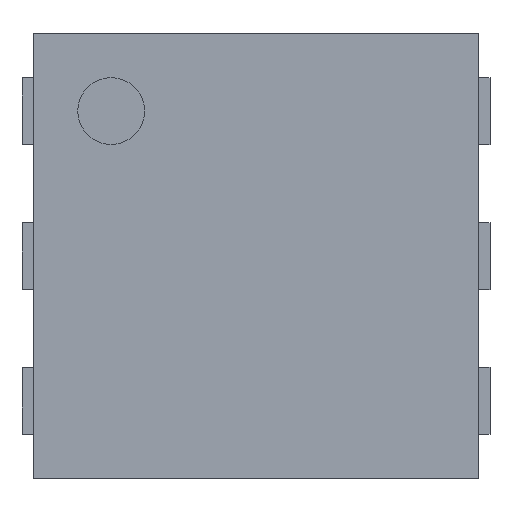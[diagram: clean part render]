
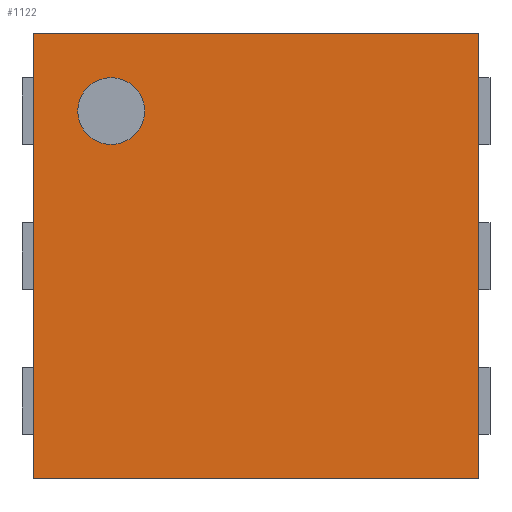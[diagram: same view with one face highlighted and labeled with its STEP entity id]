
A CAD part, top view. The second image highlights one B-rep face of the part: STEP entity #1122.
In plain terms, the highlighted planar face has unit normal (0, 0, 1).
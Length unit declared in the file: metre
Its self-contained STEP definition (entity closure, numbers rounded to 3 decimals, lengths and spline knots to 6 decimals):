
#91=CIRCLE('',#1493,0.00015);
#181=ORIENTED_EDGE('',*,*,#484,.F.);
#182=ORIENTED_EDGE('',*,*,#474,.F.);
#183=ORIENTED_EDGE('',*,*,#482,.T.);
#184=ORIENTED_EDGE('',*,*,#436,.T.);
#185=ORIENTED_EDGE('',*,*,#483,.F.);
#436=EDGE_CURVE('',#595,#594,#700,.T.);
#474=EDGE_CURVE('',#627,#628,#728,.T.);
#482=EDGE_CURVE('',#627,#595,#736,.T.);
#483=EDGE_CURVE('',#628,#594,#737,.T.);
#484=EDGE_CURVE('',#633,#633,#91,.T.);
#594=VERTEX_POINT('',#1886);
#595=VERTEX_POINT('',#1888);
#627=VERTEX_POINT('',#1961);
#628=VERTEX_POINT('',#1963);
#633=VERTEX_POINT('',#1981);
#700=LINE('',#1887,#832);
#728=LINE('',#1962,#860);
#736=LINE('',#1976,#868);
#737=LINE('',#1978,#869);
#832=VECTOR('',#1575,1.);
#860=VECTOR('',#1631,1.);
#868=VECTOR('',#1641,1.);
#869=VECTOR('',#1644,1.);
#959=EDGE_LOOP('',(#181));
#960=EDGE_LOOP('',(#182,#183,#184,#185));
#1019=FACE_BOUND('',#959,.T.);
#1020=FACE_BOUND('',#960,.T.);
#1078=PLANE('',#1492);
#1122=ADVANCED_FACE('',(#1019,#1020),#1078,.T.);
#1492=AXIS2_PLACEMENT_3D('',#1979,#1645,#1646);
#1493=AXIS2_PLACEMENT_3D('',#1980,#1647,#1648);
#1575=DIRECTION('',(0.,-1.,0.));
#1631=DIRECTION('',(0.,-1.,0.));
#1641=DIRECTION('',(-1.,0.,0.));
#1644=DIRECTION('',(-1.,0.,0.));
#1645=DIRECTION('',(0.,0.,1.));
#1646=DIRECTION('',(1.,0.,0.));
#1647=DIRECTION('',(0.,0.,1.));
#1648=DIRECTION('',(1.,0.,0.));
#1886=CARTESIAN_POINT('',(-0.001,-0.001,0.00057));
#1887=CARTESIAN_POINT('',(-0.001,0.,0.00057));
#1888=CARTESIAN_POINT('',(-0.001,0.001,0.00057));
#1961=CARTESIAN_POINT('',(0.001,0.001,0.00057));
#1962=CARTESIAN_POINT('',(0.001,0.,0.00057));
#1963=CARTESIAN_POINT('',(0.001,-0.001,0.00057));
#1976=CARTESIAN_POINT('',(0.,0.001,0.00057));
#1978=CARTESIAN_POINT('',(0.,-0.001,0.00057));
#1979=CARTESIAN_POINT('',(0.,0.,0.00057));
#1980=CARTESIAN_POINT('',(-0.00065,0.00065,0.00057));
#1981=CARTESIAN_POINT('',(-0.0005,0.00065,0.00057));
